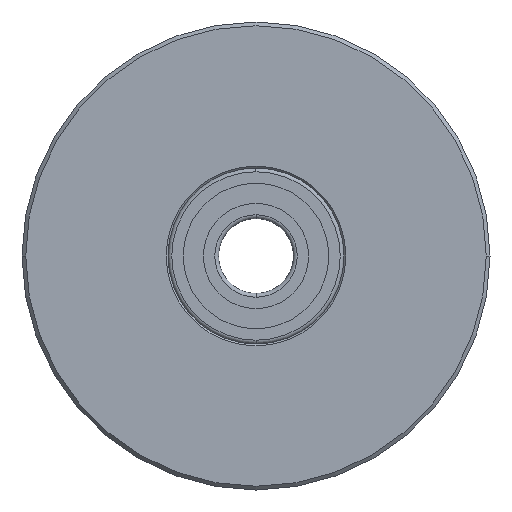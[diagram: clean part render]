
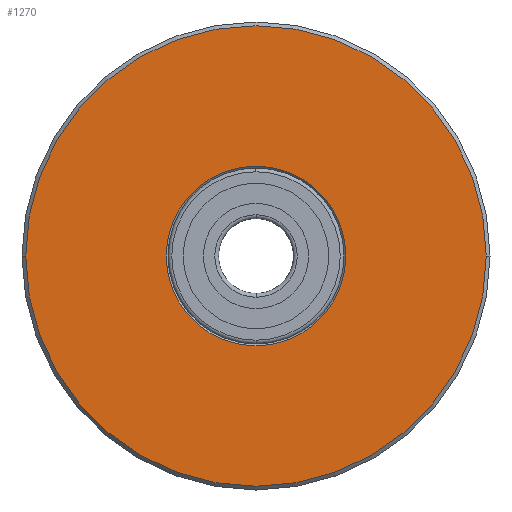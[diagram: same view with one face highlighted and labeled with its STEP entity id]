
A CAD part, left-side view. The second image highlights one B-rep face of the part: STEP entity #1270.
In plain terms, the highlighted planar face has unit normal (-1, 0, 0).
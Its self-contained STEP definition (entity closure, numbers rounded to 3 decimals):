
#93 = DIRECTION ( 'NONE',  ( 0., -1., 0. ) ) ;
#239 = DIRECTION ( 'NONE',  ( 0., -1., 0. ) ) ;
#682 = VERTEX_POINT ( 'NONE', #3792 ) ;
#742 = EDGE_CURVE ( 'NONE', #2376, #4273, #4348, .T. ) ;
#761 = DIRECTION ( 'NONE',  ( 0., -1., 0. ) ) ;
#764 = CARTESIAN_POINT ( 'NONE',  ( -28.5, -25.479, -17.403 ) ) ;
#1241 = FACE_OUTER_BOUND ( 'NONE', #4798, .T. ) ;
#1270 = ADVANCED_FACE ( 'NONE', ( #1241, #4167 ), #3288, .T. ) ;
#1589 = CARTESIAN_POINT ( 'NONE',  ( -28.5, 37.021, -17.403 ) ) ;
#1692 = AXIS2_PLACEMENT_3D ( 'NONE', #3996, #5309, #93 ) ;
#1939 = VERTEX_POINT ( 'NONE', #3897 ) ;
#2010 = EDGE_CURVE ( 'NONE', #682, #1939, #3290, .T. ) ;
#2032 = DIRECTION ( 'NONE',  ( 1., 0., 0. ) ) ;
#2162 = AXIS2_PLACEMENT_3D ( 'NONE', #764, #2932, #4270 ) ;
#2339 = AXIS2_PLACEMENT_3D ( 'NONE', #4979, #5471, #239 ) ;
#2376 = VERTEX_POINT ( 'NONE', #4746 ) ;
#2628 = CARTESIAN_POINT ( 'NONE',  ( -28.5, -49.479, -17.403 ) ) ;
#2819 = EDGE_LOOP ( 'NONE', ( #4443, #4705 ) ) ;
#2932 = DIRECTION ( 'NONE',  ( 1., 0., 0. ) ) ;
#2970 = ORIENTED_EDGE ( 'NONE', *, *, #2010, .T. ) ;
#3048 = EDGE_CURVE ( 'NONE', #1939, #682, #4727, .T. ) ;
#3288 = PLANE ( 'NONE',  #3421 ) ;
#3290 = CIRCLE ( 'NONE', #1692, 61.5 ) ;
#3421 = AXIS2_PLACEMENT_3D ( 'NONE', #1589, #5108, #5565 ) ;
#3792 = CARTESIAN_POINT ( 'NONE',  ( -28.5, -86.979, -17.403 ) ) ;
#3897 = CARTESIAN_POINT ( 'NONE',  ( -28.5, 36.021, -17.403 ) ) ;
#3996 = CARTESIAN_POINT ( 'NONE',  ( -28.5, -25.479, -17.403 ) ) ;
#4167 = FACE_BOUND ( 'NONE', #2819, .T. ) ;
#4270 = DIRECTION ( 'NONE',  ( 0., -1., 0. ) ) ;
#4273 = VERTEX_POINT ( 'NONE', #2628 ) ;
#4348 = CIRCLE ( 'NONE', #2162, 24. ) ;
#4443 = ORIENTED_EDGE ( 'NONE', *, *, #4839, .T. ) ;
#4627 = AXIS2_PLACEMENT_3D ( 'NONE', #5572, #2032, #761 ) ;
#4705 = ORIENTED_EDGE ( 'NONE', *, *, #742, .T. ) ;
#4727 = CIRCLE ( 'NONE', #2339, 61.5 ) ;
#4746 = CARTESIAN_POINT ( 'NONE',  ( -28.5, -1.479, -17.403 ) ) ;
#4798 = EDGE_LOOP ( 'NONE', ( #4945, #2970 ) ) ;
#4839 = EDGE_CURVE ( 'NONE', #4273, #2376, #4999, .T. ) ;
#4945 = ORIENTED_EDGE ( 'NONE', *, *, #3048, .T. ) ;
#4979 = CARTESIAN_POINT ( 'NONE',  ( -28.5, -25.479, -17.403 ) ) ;
#4999 = CIRCLE ( 'NONE', #4627, 24. ) ;
#5108 = DIRECTION ( 'NONE',  ( -1., 0., 0. ) ) ;
#5309 = DIRECTION ( 'NONE',  ( -1., 0., 0. ) ) ;
#5471 = DIRECTION ( 'NONE',  ( -1., 0., 0. ) ) ;
#5565 = DIRECTION ( 'NONE',  ( 0., -1., 0. ) ) ;
#5572 = CARTESIAN_POINT ( 'NONE',  ( -28.5, -25.479, -17.403 ) ) ;
